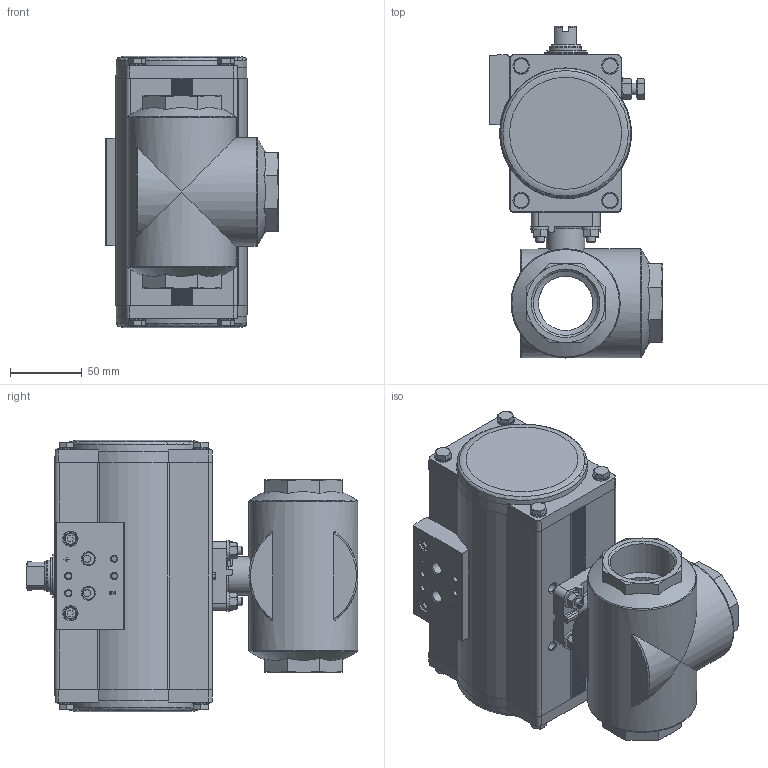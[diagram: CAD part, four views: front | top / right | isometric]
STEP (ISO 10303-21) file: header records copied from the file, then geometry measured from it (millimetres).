
FILE_DESCRIPTION(/* description */ ('STEP AP214'),/* implementation_level */ '2;1');
FILE_NAME(/* name */ '8070264_VZBM-A-11_2-RP-25-F-3T-B2-PA80',/* time_stamp */ '2024-09-18T03:19:19+02:00',/* author */ ('License CC BY-ND 4.0'),/* organization */ ('CADENAS'),/* preprocessor_version */ 'ST-DEVELOPER v19.3',/* originating_system */ 'PARTsolutions',/* authorisation */ ' ');
FILE_SCHEMA (('AUTOMOTIVE_DESIGN {1 0 10303 214 3 1 1}'));
Length unit declared in the file: millimetre
Products named in the file (11): 8070264 VZBM-A-11/2-RP-25-F-3T-B2-PA80; 4451859 VZBM-11/2-Rp-25-F-3T-F0405-B2B3; 8042187 DFPD-80-90-RD-F05-------(housing); 8042187 DFPD-80(F05_90)---(shaft); 3639455 SCHEIBE 8.2X16X1.5-1.4301; 3639451 DFPD-80; DIN 934 - M8(F); 8082122 DARQ-R-A-S17-S11-17; 8190047 NL-6-SP-SS; ISO-4026 M6x30; ISO 4032 - M6(F)
Assembly tree (22 placements, depth 2):
  8070264 VZBM-A-11/2-RP-25-F-3T-B2-PA80
    4451859 VZBM-11/2-Rp-25-F-3T-F0405-B2B3
    8042187 DFPD-80-90-RD-F05-------(housing)
    8042187 DFPD-80(F05_90)---(shaft)
    3639455 SCHEIBE 8.2X16X1.5-1.4301  x2
    3639451 DFPD-80  x2
    DIN 934 - M8(F)  x2
    8082122 DARQ-R-A-S17-S11-17
    8190047 NL-6-SP-SS  x4
    ISO-4026 M6x30  x4
    ISO 4032 - M6(F)  x4
Bounding box: 120.5 x 231.5 x 189.3 mm (x, y, z)
Volume: 2210477.3 mm3; surface area: 216707 mm2
Topology: 22 solids, 22 shells, 1071 faces, 2514 edges, 1545 vertices
Faces by surface type: plane 519, cone 298, cylinder 216, torus 36, sphere 2
Full cylindrical faces by diameter (mm): 2 x2, 3.242 x1, 4.134 x8, 4.917 x9, 5 x2, 6 x4, 6.5 x4, 6.647 x8, 8 x2, 8.2 x2, 8.5 x2, 8.566 x2, 10 x2, 11.5 x8, 12.2 x2, 13 x2, 13.5 x4, 16 x2, 17.2 x2, 22 x3, 24 x1, 25 x1, 26 x2, 26.3 x1, 27 x1, 30 x3, 31 x1, 35.5 x2, 36 x2, 38 x2
Entity records: 25250 total; most frequent: CARTESIAN_POINT 5493, DIRECTION 3989, ORIENTED_EDGE 3828, EDGE_CURVE 1914, AXIS2_PLACEMENT_3D 1584, VERTEX_POINT 1300, FACE_BOUND 1156, EDGE_LOOP 1140
